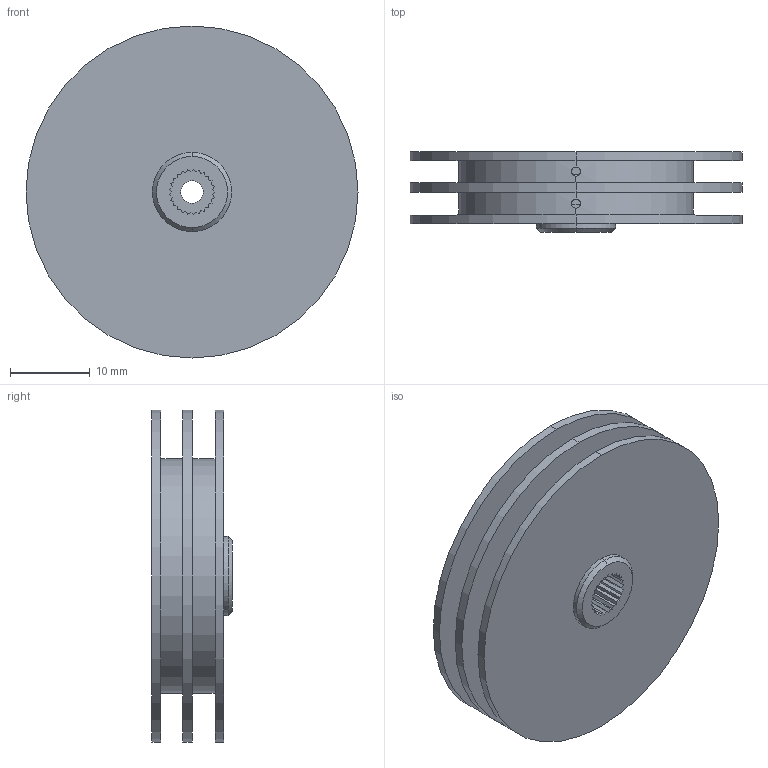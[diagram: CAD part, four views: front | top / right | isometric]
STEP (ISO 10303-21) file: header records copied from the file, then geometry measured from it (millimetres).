
FILE_DESCRIPTION (( 'STEP AP203' ), '1' );
FILE_NAME ('FUTM2045.STEP', '2014-12-08T15:23:39', ( 'Kyle' ), ( 'Microsoft' ), 'SwSTEP 2.0', 'SolidWorks 2014', '' );
FILE_SCHEMA (( 'CONFIG_CONTROL_DESIGN' ));
Length unit declared in the file: inch
Products named in the file (1): FUTM2045
Bounding box: 41.73 x 10.1 x 41.73 mm (x, y, z)
Volume: 5955 mm3; surface area: 7455.9 mm2
Topology: 1 solids, 1 shells, 122 faces, 344 edges, 228 vertices
Faces by surface type: plane 81, cylinder 27, cone 14
Entity records: 4110 total; most frequent: CARTESIAN_POINT 854, ORIENTED_EDGE 688, DIRECTION 630, EDGE_CURVE 344, VECTOR 232, LINE 232, VERTEX_POINT 228, AXIS2_PLACEMENT_3D 199
